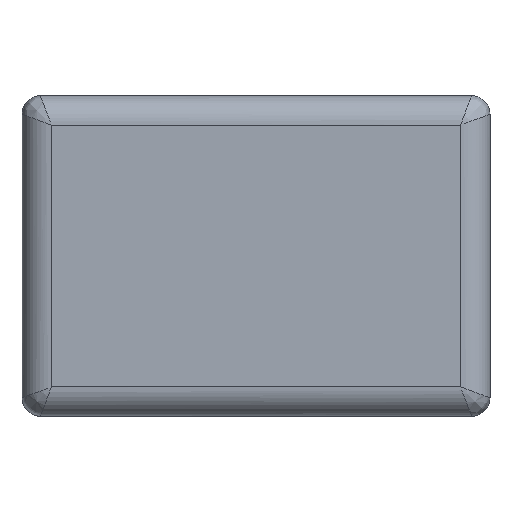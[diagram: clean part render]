
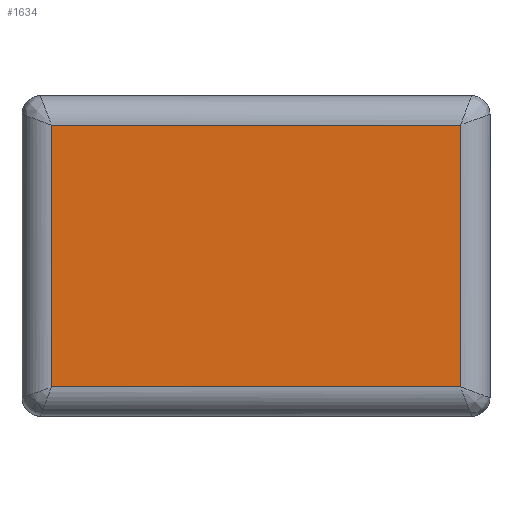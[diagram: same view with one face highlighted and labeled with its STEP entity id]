
A CAD part, left-side view. The second image highlights one B-rep face of the part: STEP entity #1634.
In plain terms, the highlighted planar face has unit normal (-1, 0, 0).
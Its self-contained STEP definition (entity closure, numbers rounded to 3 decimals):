
#23=DIRECTION ( 'NONE',  ( 0., 0., -1. ) );
#120=ORIENTED_EDGE ( 'NONE', *, *, #228, .T. );
#139=CARTESIAN_POINT ( 'NONE',  ( -1., -0.555, 0.08 ) );
#155=CARTESIAN_POINT ( 'NONE',  ( -1., -0.555, 0.79 ) );
#158=ORIENTED_EDGE ( 'NONE', *, *, #694, .T. );
#222=DIRECTION ( 'NONE',  ( 0., 1., 0. ) );
#226=AXIS2_PLACEMENT_3D ( 'NONE', #351, #251, #23 );
#228=EDGE_CURVE ( 'NONE', #1131, #556, #611, .T. );
#229=ORIENTED_EDGE ( 'NONE', *, *, #347, .T. );
#244=CARTESIAN_POINT ( 'NONE',  ( -1., 0.555, 0.79 ) );
#251=DIRECTION ( 'NONE',  ( 1., 0., 0. ) );
#291=VECTOR ( 'NONE', #379, 1000. );
#303=DIRECTION ( 'NONE',  ( 0., -1., 0. ) );
#347=EDGE_CURVE ( 'NONE', #791, #504, #783, .T. );
#351=CARTESIAN_POINT ( 'NONE',  ( -1., -0.635, 0.87 ) );
#379=DIRECTION ( 'NONE',  ( 0., 0., 1. ) );
#403=CARTESIAN_POINT ( 'NONE',  ( -1., 0.555, 0.08 ) );
#504=VERTEX_POINT ( 'NONE', #139 );
#556=VERTEX_POINT ( 'NONE', #244 );
#600=LINE ( 'NONE', #1414, #291 );
#611=LINE ( 'NONE', #1270, #966 );
#690=CARTESIAN_POINT ( 'NONE',  ( -1., 0., 0.08 ) );
#694=EDGE_CURVE ( 'NONE', #556, #791, #1013, .T. );
#746=FACE_OUTER_BOUND ( 'NONE', #1089, .T. );
#748=DIRECTION ( 'NONE',  ( 0., 0., -1. ) );
#764=EDGE_CURVE ( 'NONE', #504, #1131, #600, .T. );
#783=LINE ( 'NONE', #690, #1162 );
#791=VERTEX_POINT ( 'NONE', #403 );
#897=CARTESIAN_POINT ( 'NONE',  ( -1., 0.555, 0.87 ) );
#928=PLANE ( 'NONE',  #226 );
#966=VECTOR ( 'NONE', #222, 1000. );
#1013=LINE ( 'NONE', #897, #1423 );
#1089=EDGE_LOOP ( 'NONE', ( #158, #229, #1637, #120 ) );
#1131=VERTEX_POINT ( 'NONE', #155 );
#1162=VECTOR ( 'NONE', #303, 1000. );
#1270=CARTESIAN_POINT ( 'NONE',  ( -1., -0.635, 0.79 ) );
#1414=CARTESIAN_POINT ( 'NONE',  ( -1., -0.555, 0.87 ) );
#1423=VECTOR ( 'NONE', #748, 1000. );
#1634=ADVANCED_FACE ( 'NONE', ( #746 ), #928, .F. );
#1637=ORIENTED_EDGE ( 'NONE', *, *, #764, .T. );
